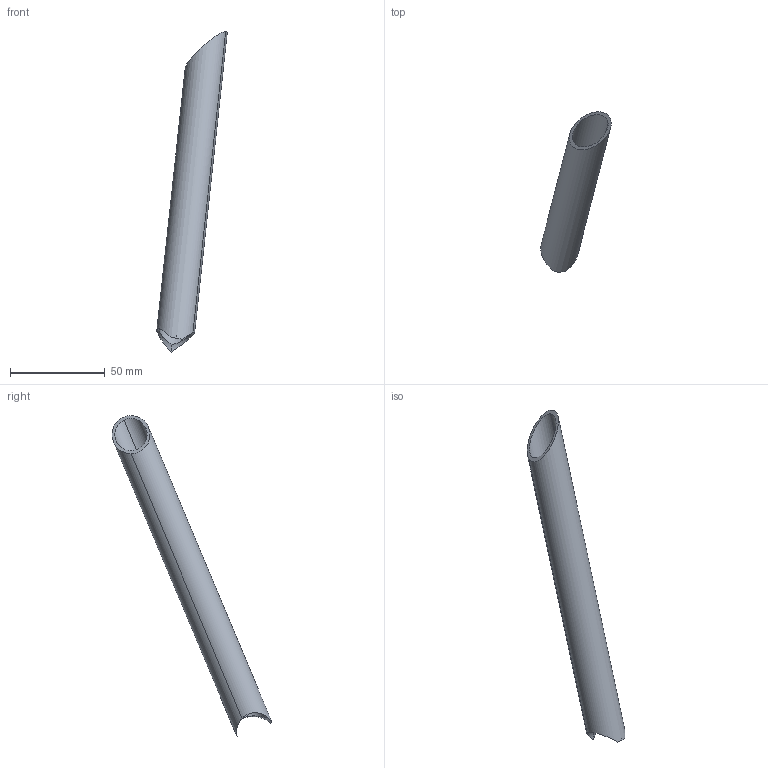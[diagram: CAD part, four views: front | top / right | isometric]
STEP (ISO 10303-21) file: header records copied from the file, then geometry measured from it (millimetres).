
FILE_DESCRIPTION(('STEP AP214'),'1');
FILE_NAME('43.stp','2018-12-20T09:49:23',(' '),(' '),'Spatial InterOp 3D',' ',' ');
FILE_SCHEMA(('AUTOMOTIVE_DESIGN { 1 0 10303 214 1 1 1 1 }'));
Length unit declared in the file: metre
Products named in the file (1): Corps principal
Bounding box: 37.1 x 84.17 x 168.92 mm (x, y, z)
Volume: 13614.4 mm3; surface area: 19250.3 mm2
Topology: 1 solids, 1 shells, 9 faces, 26 edges, 18 vertices
Faces by surface type: cylinder 8, plane 1
Entity records: 669 total; most frequent: CARTESIAN_POINT 324, DIRECTION 54, ORIENTED_EDGE 52, EDGE_CURVE 26, AXIS2_PLACEMENT_3D 24, VERTEX_POINT 18, ELLIPSE 14, STYLED_ITEM 10
